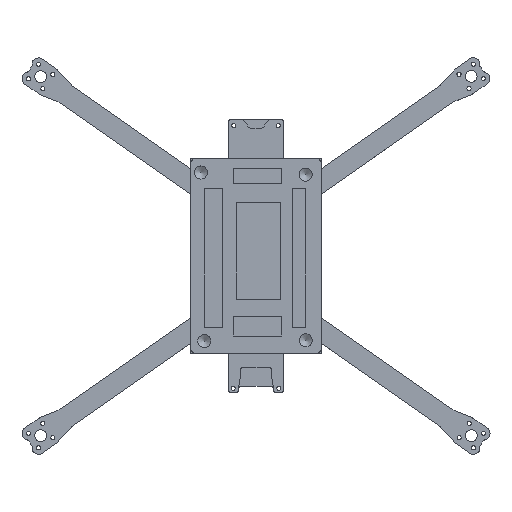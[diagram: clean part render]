
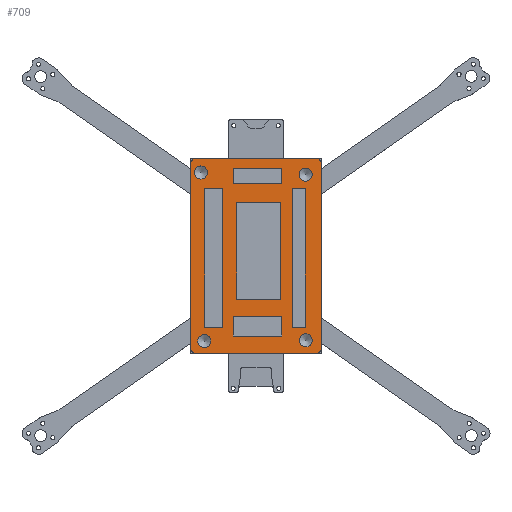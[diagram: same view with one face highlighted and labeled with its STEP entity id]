
A CAD part, top view. The second image highlights one B-rep face of the part: STEP entity #709.
In plain terms, the highlighted planar face has unit normal (0, 0, 1).
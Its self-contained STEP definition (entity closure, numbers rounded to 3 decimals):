
#709=ADVANCED_FACE('',(#1473,#1475,#1477,#1479,#1481,#1483,#1485,#1487,#1489,#1491),
#1493,.T.);
#1473=FACE_BOUND('',#1474,.T.);
#1474=EDGE_LOOP('',(#4079,#4080,#4081,#4082,#4083,#4084,#4085,#4086));
#1475=FACE_BOUND('',#1476,.T.);
#1476=EDGE_LOOP('',(#4087,#4088,#4089,#4090));
#1477=FACE_BOUND('',#1478,.T.);
#1478=EDGE_LOOP('',(#4091));
#1479=FACE_BOUND('',#1480,.T.);
#1480=EDGE_LOOP('',(#4092));
#1481=FACE_BOUND('',#1482,.T.);
#1482=EDGE_LOOP('',(#4093));
#1483=FACE_BOUND('',#1484,.T.);
#1484=EDGE_LOOP('',(#4094));
#1485=FACE_BOUND('',#1486,.T.);
#1486=EDGE_LOOP('',(#4095,#4096,#4097,#4098));
#1487=FACE_BOUND('',#1488,.T.);
#1488=EDGE_LOOP('',(#4099,#4100,#4101,#4102));
#1489=FACE_BOUND('',#1490,.T.);
#1490=EDGE_LOOP('',(#4103,#4104,#4105,#4106));
#1491=FACE_BOUND('',#1492,.T.);
#1492=EDGE_LOOP('',(#4107,#4108,#4109,#4110));
#1493=PLANE('',#1494);
#1494=AXIS2_PLACEMENT_3D('',#1495,#1496,#1497);
#1495=CARTESIAN_POINT('',(119.,-77.,114.));
#1496=DIRECTION('',(0.,0.,1.));
#1497=DIRECTION('',(1.,0.,0.));
#4079=ORIENTED_EDGE('',*,*,#5557,.F.);
#4080=ORIENTED_EDGE('',*,*,#5570,.T.);
#4081=ORIENTED_EDGE('',*,*,#5569,.F.);
#4082=ORIENTED_EDGE('',*,*,#5567,.T.);
#4083=ORIENTED_EDGE('',*,*,#5565,.F.);
#4084=ORIENTED_EDGE('',*,*,#5562,.T.);
#4085=ORIENTED_EDGE('',*,*,#5561,.F.);
#4086=ORIENTED_EDGE('',*,*,#5558,.T.);
#4087=ORIENTED_EDGE('',*,*,#5675,.T.);
#4088=ORIENTED_EDGE('',*,*,#5676,.T.);
#4089=ORIENTED_EDGE('',*,*,#5677,.T.);
#4090=ORIENTED_EDGE('',*,*,#5678,.T.);
#4091=ORIENTED_EDGE('',*,*,#5679,.T.);
#4092=ORIENTED_EDGE('',*,*,#5680,.T.);
#4093=ORIENTED_EDGE('',*,*,#5681,.T.);
#4094=ORIENTED_EDGE('',*,*,#5682,.T.);
#4095=ORIENTED_EDGE('',*,*,#5683,.T.);
#4096=ORIENTED_EDGE('',*,*,#5684,.T.);
#4097=ORIENTED_EDGE('',*,*,#5685,.T.);
#4098=ORIENTED_EDGE('',*,*,#5686,.T.);
#4099=ORIENTED_EDGE('',*,*,#5687,.T.);
#4100=ORIENTED_EDGE('',*,*,#5688,.T.);
#4101=ORIENTED_EDGE('',*,*,#5689,.T.);
#4102=ORIENTED_EDGE('',*,*,#5690,.T.);
#4103=ORIENTED_EDGE('',*,*,#5691,.T.);
#4104=ORIENTED_EDGE('',*,*,#5692,.T.);
#4105=ORIENTED_EDGE('',*,*,#5693,.T.);
#4106=ORIENTED_EDGE('',*,*,#5694,.T.);
#4107=ORIENTED_EDGE('',*,*,#5695,.T.);
#4108=ORIENTED_EDGE('',*,*,#5696,.T.);
#4109=ORIENTED_EDGE('',*,*,#5697,.T.);
#4110=ORIENTED_EDGE('',*,*,#5698,.T.);
#5557=EDGE_CURVE('',#6499,#6497,#6501,.F.);
#5558=EDGE_CURVE('',#6502,#6497,#6503,.T.);
#5561=EDGE_CURVE('',#6502,#6505,#6507,.F.);
#5562=EDGE_CURVE('',#6508,#6505,#6509,.T.);
#5565=EDGE_CURVE('',#6508,#6511,#6513,.F.);
#5567=EDGE_CURVE('',#6514,#6511,#6516,.T.);
#5569=EDGE_CURVE('',#6514,#6517,#6519,.F.);
#5570=EDGE_CURVE('',#6499,#6517,#6520,.T.);
#5675=EDGE_CURVE('',#6679,#6680,#6681,.F.);
#5676=EDGE_CURVE('',#6680,#6682,#6683,.F.);
#5677=EDGE_CURVE('',#6682,#6684,#6685,.F.);
#5678=EDGE_CURVE('',#6684,#6679,#6686,.F.);
#5679=EDGE_CURVE('',#6687,#6687,#6688,.F.);
#5680=EDGE_CURVE('',#6689,#6689,#6690,.F.);
#5681=EDGE_CURVE('',#6691,#6691,#6692,.F.);
#5682=EDGE_CURVE('',#6693,#6693,#6694,.F.);
#5683=EDGE_CURVE('',#6695,#6696,#6697,.F.);
#5684=EDGE_CURVE('',#6696,#6698,#6699,.F.);
#5685=EDGE_CURVE('',#6698,#6700,#6701,.F.);
#5686=EDGE_CURVE('',#6700,#6695,#6702,.F.);
#5687=EDGE_CURVE('',#6703,#6704,#6705,.F.);
#5688=EDGE_CURVE('',#6704,#6706,#6707,.F.);
#5689=EDGE_CURVE('',#6706,#6708,#6709,.F.);
#5690=EDGE_CURVE('',#6708,#6703,#6710,.F.);
#5691=EDGE_CURVE('',#6711,#6712,#6713,.F.);
#5692=EDGE_CURVE('',#6712,#6714,#6715,.F.);
#5693=EDGE_CURVE('',#6714,#6716,#6717,.F.);
#5694=EDGE_CURVE('',#6716,#6711,#6718,.F.);
#5695=EDGE_CURVE('',#6719,#6720,#6721,.F.);
#5696=EDGE_CURVE('',#6720,#6722,#6723,.F.);
#5697=EDGE_CURVE('',#6722,#6724,#6725,.F.);
#5698=EDGE_CURVE('',#6724,#6719,#6726,.F.);
#6497=VERTEX_POINT('',#8173);
#6499=VERTEX_POINT('',#8177);
#6501=CIRCLE('',#8181,4.);
#6502=VERTEX_POINT('',#8185);
#6503=LINE('',#8186,#8187);
#6505=VERTEX_POINT('',#8192);
#6507=CIRCLE('',#8196,4.);
#6508=VERTEX_POINT('',#8200);
#6509=LINE('',#8201,#8202);
#6511=VERTEX_POINT('',#8207);
#6513=CIRCLE('',#8211,4.);
#6514=VERTEX_POINT('',#8215);
#6516=LINE('',#8219,#8220);
#6517=VERTEX_POINT('',#8222);
#6519=CIRCLE('',#8226,4.);
#6520=LINE('',#8230,#8231);
#6679=VERTEX_POINT('',#8621);
#6680=VERTEX_POINT('',#8622);
#6681=LINE('',#8623,#8624);
#6682=VERTEX_POINT('',#8626);
#6683=LINE('',#8627,#8628);
#6684=VERTEX_POINT('',#8630);
#6685=LINE('',#8631,#8632);
#6686=LINE('',#8634,#8635);
#6687=VERTEX_POINT('',#8637);
#6688=CIRCLE('',#8638,5.);
#6689=VERTEX_POINT('',#8642);
#6690=CIRCLE('',#8643,5.);
#6691=VERTEX_POINT('',#8647);
#6692=CIRCLE('',#8648,5.);
#6693=VERTEX_POINT('',#8652);
#6694=CIRCLE('',#8653,5.);
#6695=VERTEX_POINT('',#8657);
#6696=VERTEX_POINT('',#8658);
#6697=LINE('',#8659,#8660);
#6698=VERTEX_POINT('',#8662);
#6699=LINE('',#8663,#8664);
#6700=VERTEX_POINT('',#8666);
#6701=LINE('',#8667,#8668);
#6702=LINE('',#8670,#8671);
#6703=VERTEX_POINT('',#8673);
#6704=VERTEX_POINT('',#8674);
#6705=LINE('',#8675,#8676);
#6706=VERTEX_POINT('',#8678);
#6707=LINE('',#8679,#8680);
#6708=VERTEX_POINT('',#8682);
#6709=LINE('',#8683,#8684);
#6710=LINE('',#8686,#8687);
#6711=VERTEX_POINT('',#8689);
#6712=VERTEX_POINT('',#8690);
#6713=LINE('',#8691,#8692);
#6714=VERTEX_POINT('',#8694);
#6715=LINE('',#8695,#8696);
#6716=VERTEX_POINT('',#8698);
#6717=LINE('',#8699,#8700);
#6718=LINE('',#8702,#8703);
#6719=VERTEX_POINT('',#8705);
#6720=VERTEX_POINT('',#8706);
#6721=LINE('',#8707,#8708);
#6722=VERTEX_POINT('',#8710);
#6723=LINE('',#8711,#8712);
#6724=VERTEX_POINT('',#8714);
#6725=LINE('',#8715,#8716);
#6726=LINE('',#8718,#8719);
#8173=CARTESIAN_POINT('',(165.,-152.,114.));
#8177=CARTESIAN_POINT('',(169.,-148.,114.));
#8181=AXIS2_PLACEMENT_3D('',#8182,#8183,#8184);
#8182=CARTESIAN_POINT('',(165.,-148.,114.));
#8183=DIRECTION('',(0.,0.,1.));
#8184=DIRECTION('',(0.,-1.,0.));
#8185=CARTESIAN_POINT('',(73.,-152.,114.));
#8186=CARTESIAN_POINT('',(73.,-152.,114.));
#8187=VECTOR('',#8188,1.);
#8188=DIRECTION('',(1.,0.,0.));
#8192=CARTESIAN_POINT('',(69.,-148.,114.));
#8196=AXIS2_PLACEMENT_3D('',#8197,#8198,#8199);
#8197=CARTESIAN_POINT('',(73.,-148.,114.));
#8198=DIRECTION('',(0.,0.,1.));
#8199=DIRECTION('',(-1.,0.,0.));
#8200=CARTESIAN_POINT('',(69.,-6.,114.));
#8201=CARTESIAN_POINT('',(69.,-6.,114.));
#8202=VECTOR('',#8203,1.);
#8203=DIRECTION('',(0.,-1.,0.));
#8207=CARTESIAN_POINT('',(73.,-2.,114.));
#8211=AXIS2_PLACEMENT_3D('',#8212,#8213,#8214);
#8212=CARTESIAN_POINT('',(73.,-6.,114.));
#8213=DIRECTION('',(0.,0.,1.));
#8214=DIRECTION('',(0.,1.,0.));
#8215=CARTESIAN_POINT('',(165.,-2.,114.));
#8219=CARTESIAN_POINT('',(165.,-2.,114.));
#8220=VECTOR('',#8221,1.);
#8221=DIRECTION('',(-1.,0.,0.));
#8222=CARTESIAN_POINT('',(169.,-6.,114.));
#8226=AXIS2_PLACEMENT_3D('',#8227,#8228,#8229);
#8227=CARTESIAN_POINT('',(165.,-6.,114.));
#8228=DIRECTION('',(0.,0.,1.));
#8229=DIRECTION('',(1.,0.,0.));
#8230=CARTESIAN_POINT('',(169.,-148.,114.));
#8231=VECTOR('',#8232,1.);
#8232=DIRECTION('',(0.,1.,0.));
#8621=CARTESIAN_POINT('',(138.038,-36.145,114.));
#8622=CARTESIAN_POINT('',(138.038,-110.145,114.));
#8623=CARTESIAN_POINT('',(138.038,-110.145,114.));
#8624=VECTOR('',#8625,1.);
#8625=DIRECTION('',(0.,1.,0.));
#8626=CARTESIAN_POINT('',(104.038,-110.145,114.));
#8627=CARTESIAN_POINT('',(104.038,-110.145,114.));
#8628=VECTOR('',#8629,1.);
#8629=DIRECTION('',(1.,0.,0.));
#8630=CARTESIAN_POINT('',(104.038,-36.145,114.));
#8631=CARTESIAN_POINT('',(104.038,-36.145,114.));
#8632=VECTOR('',#8633,1.);
#8633=DIRECTION('',(0.,-1.,0.));
#8634=CARTESIAN_POINT('',(138.038,-36.145,114.));
#8635=VECTOR('',#8636,1.);
#8636=DIRECTION('',(-1.,0.,0.));
#8637=CARTESIAN_POINT('',(79.361,-137.31,114.));
#8638=AXIS2_PLACEMENT_3D('',#8639,#8640,#8641);
#8639=CARTESIAN_POINT('',(79.361,-142.31,114.));
#8640=DIRECTION('',(0.,0.,1.));
#8641=DIRECTION('',(0.,1.,0.));
#8642=CARTESIAN_POINT('',(157.221,-136.776,114.));
#8643=AXIS2_PLACEMENT_3D('',#8644,#8645,#8646);
#8644=CARTESIAN_POINT('',(157.221,-141.776,114.));
#8645=DIRECTION('',(0.,0.,1.));
#8646=DIRECTION('',(0.,1.,0.));
#8647=CARTESIAN_POINT('',(76.725,-7.98,114.));
#8648=AXIS2_PLACEMENT_3D('',#8649,#8650,#8651);
#8649=CARTESIAN_POINT('',(76.725,-12.98,114.));
#8650=DIRECTION('',(0.,0.,1.));
#8651=DIRECTION('',(0.,1.,0.));
#8652=CARTESIAN_POINT('',(157.075,-9.618,114.));
#8653=AXIS2_PLACEMENT_3D('',#8654,#8655,#8656);
#8654=CARTESIAN_POINT('',(157.075,-14.618,114.));
#8655=DIRECTION('',(0.,0.,1.));
#8656=DIRECTION('',(0.,1.,0.));
#8657=CARTESIAN_POINT('',(138.707,-123.445,114.));
#8658=CARTESIAN_POINT('',(138.707,-138.445,114.));
#8659=CARTESIAN_POINT('',(138.707,-138.445,114.));
#8660=VECTOR('',#8661,1.);
#8661=DIRECTION('',(0.,1.,0.));
#8662=CARTESIAN_POINT('',(101.707,-138.445,114.));
#8663=CARTESIAN_POINT('',(101.707,-138.445,114.));
#8664=VECTOR('',#8665,1.);
#8665=DIRECTION('',(1.,0.,0.));
#8666=CARTESIAN_POINT('',(101.707,-123.445,114.));
#8667=CARTESIAN_POINT('',(101.707,-123.445,114.));
#8668=VECTOR('',#8669,1.);
#8669=DIRECTION('',(0.,-1.,0.));
#8670=CARTESIAN_POINT('',(138.707,-123.445,114.));
#8671=VECTOR('',#8672,1.);
#8672=DIRECTION('',(-1.,0.,0.));
#8673=CARTESIAN_POINT('',(138.707,-9.735,114.));
#8674=CARTESIAN_POINT('',(138.707,-21.735,114.));
#8675=CARTESIAN_POINT('',(138.707,-21.735,114.));
#8676=VECTOR('',#8677,1.);
#8677=DIRECTION('',(0.,1.,0.));
#8678=CARTESIAN_POINT('',(101.707,-21.735,114.));
#8679=CARTESIAN_POINT('',(101.707,-21.735,114.));
#8680=VECTOR('',#8681,1.);
#8681=DIRECTION('',(1.,0.,0.));
#8682=CARTESIAN_POINT('',(101.707,-9.735,114.));
#8683=CARTESIAN_POINT('',(101.707,-9.735,114.));
#8684=VECTOR('',#8685,1.);
#8685=DIRECTION('',(0.,-1.,0.));
#8686=CARTESIAN_POINT('',(138.707,-9.735,114.));
#8687=VECTOR('',#8688,1.);
#8688=DIRECTION('',(-1.,0.,0.));
#8689=CARTESIAN_POINT('',(93.641,-131.578,114.));
#8690=CARTESIAN_POINT('',(79.641,-131.578,114.));
#8691=CARTESIAN_POINT('',(79.641,-131.578,114.));
#8692=VECTOR('',#8693,1.);
#8693=DIRECTION('',(1.,0.,0.));
#8694=CARTESIAN_POINT('',(79.641,-25.578,114.));
#8695=CARTESIAN_POINT('',(79.641,-25.578,114.));
#8696=VECTOR('',#8697,1.);
#8697=DIRECTION('',(0.,-1.,0.));
#8698=CARTESIAN_POINT('',(93.641,-25.578,114.));
#8699=CARTESIAN_POINT('',(93.641,-25.578,114.));
#8700=VECTOR('',#8701,1.);
#8701=DIRECTION('',(-1.,0.,0.));
#8702=CARTESIAN_POINT('',(93.641,-131.578,114.));
#8703=VECTOR('',#8704,1.);
#8704=DIRECTION('',(0.,1.,0.));
#8705=CARTESIAN_POINT('',(156.83,-25.578,114.));
#8706=CARTESIAN_POINT('',(156.83,-131.578,114.));
#8707=CARTESIAN_POINT('',(156.83,-131.578,114.));
#8708=VECTOR('',#8709,1.);
#8709=DIRECTION('',(0.,1.,0.));
#8710=CARTESIAN_POINT('',(146.83,-131.578,114.));
#8711=CARTESIAN_POINT('',(146.83,-131.578,114.));
#8712=VECTOR('',#8713,1.);
#8713=DIRECTION('',(1.,0.,0.));
#8714=CARTESIAN_POINT('',(146.83,-25.578,114.));
#8715=CARTESIAN_POINT('',(146.83,-25.578,114.));
#8716=VECTOR('',#8717,1.);
#8717=DIRECTION('',(0.,-1.,0.));
#8718=CARTESIAN_POINT('',(156.83,-25.578,114.));
#8719=VECTOR('',#8720,1.);
#8720=DIRECTION('',(-1.,0.,0.));
